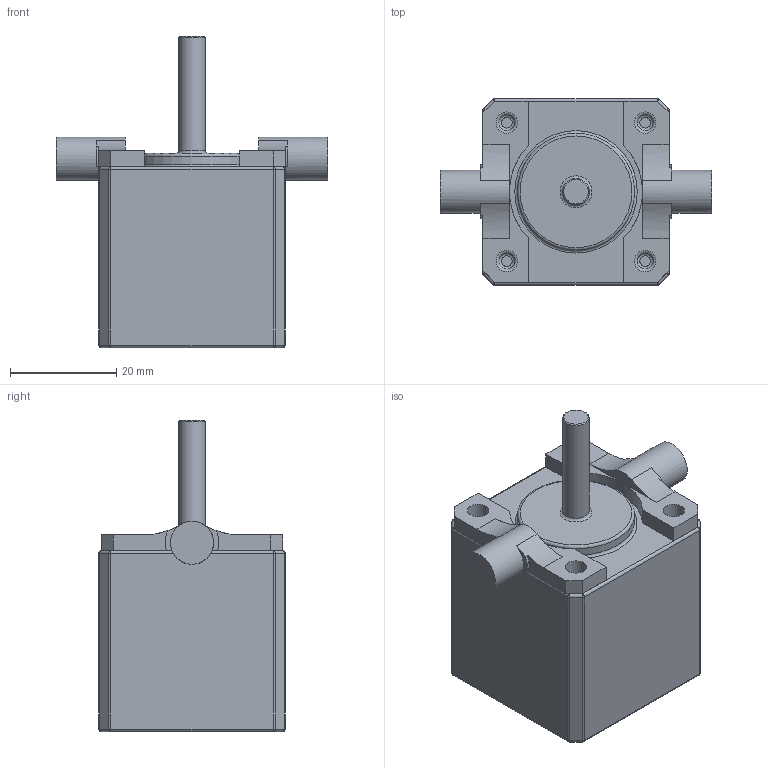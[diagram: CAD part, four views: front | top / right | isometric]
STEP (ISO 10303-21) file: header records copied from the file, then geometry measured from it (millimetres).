
FILE_DESCRIPTION(/* description */ (''),/* implementation_level */ '2;1');
FILE_NAME(/* name */ 'Fixation Nema14 v10.stp',/* time_stamp */ '2020-12-05T18:17:52+01:00',/* author */ (''),/* organization */ (''),/* preprocessor_version */ 'ST-DEVELOPER v18.1',/* originating_system */ 'Autodesk Translation Framework v9.3.0.1241',/* authorisation */ '');
FILE_SCHEMA (('AUTOMOTIVE_DESIGN { 1 0 10303 214 3 1 1 }'));
Length unit declared in the file: millimetre
Products named in the file (3): Fixation Nema14; Nema 14; Fixation Nema14_1
Assembly tree (3 placements, depth 2):
  Fixation Nema14
    Fixation Nema14_1  x2
    Nema 14
Bounding box: 51 x 35 x 58.5 mm (x, y, z)
Volume: 44783 mm3; surface area: 9890.2 mm2
Topology: 3 solids, 3 shells, 122 faces, 269 edges, 159 vertices
Faces by surface type: plane 48, cylinder 46, sphere 16, torus 11, cone 1
Full cylindrical faces by diameter (mm): 3 x4, 4 x4, 5 x1, 8.1 x2, 22 x1
Entity records: 2690 total; most frequent: DIRECTION 519, CARTESIAN_POINT 424, ORIENTED_EDGE 408, AXIS2_PLACEMENT_3D 211, EDGE_CURVE 204, VERTEX_POINT 116, EDGE_LOOP 108, CIRCLE 107
